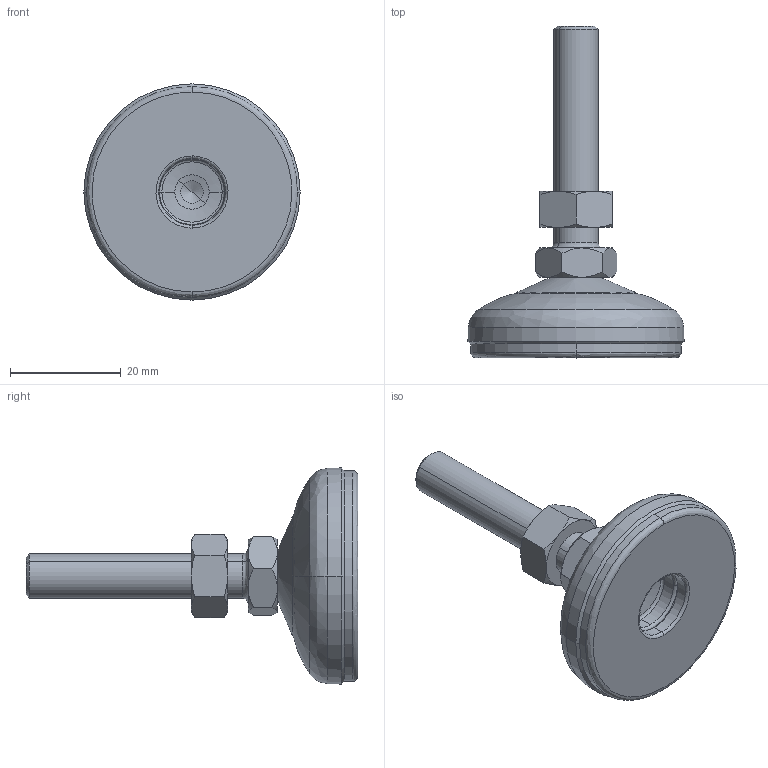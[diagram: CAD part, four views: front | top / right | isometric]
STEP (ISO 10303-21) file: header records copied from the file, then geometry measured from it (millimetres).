
FILE_DESCRIPTION (( 'STEP AP203' ), '1' );
FILE_NAME ('A60.18.40.01 ECO feet nylon 40 - M8 x 40.STEP', '2018-09-28T13:03:08', ( '' ), ( '' ), 'SwSTEP 2.0', 'SolidWorks 2015', '' );
FILE_SCHEMA (( 'CONFIG_CONTROL_DESIGN' ));
Length unit declared in the file: inch
Products named in the file (2): A60.18.40.01 ECO feet nylon 40 - M8 x 40
Bounding box: 38.97 x 59.8 x 38.97 mm (x, y, z)
Volume: 14473.7 mm3; surface area: 9611.7 mm2
Topology: 4 solids, 4 shells, 182 faces, 426 edges, 254 vertices
Faces by surface type: cone 61, cylinder 48, bspline 37, plane 36
Entity records: 6828 total; most frequent: CARTESIAN_POINT 2824, ORIENTED_EDGE 844, DIRECTION 784, EDGE_CURVE 422, AXIS2_PLACEMENT_3D 332, VERTEX_POINT 254, EDGE_LOOP 194, CIRCLE 185
